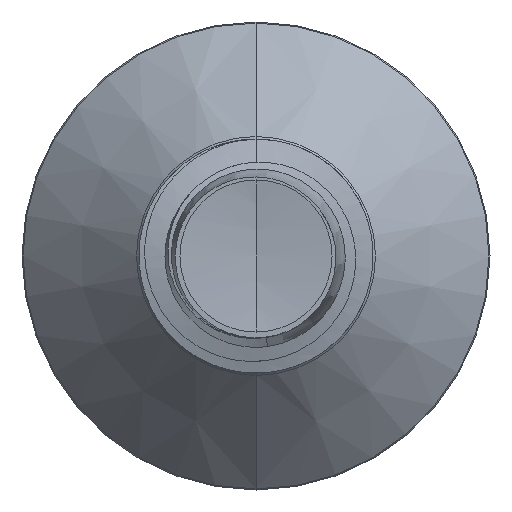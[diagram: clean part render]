
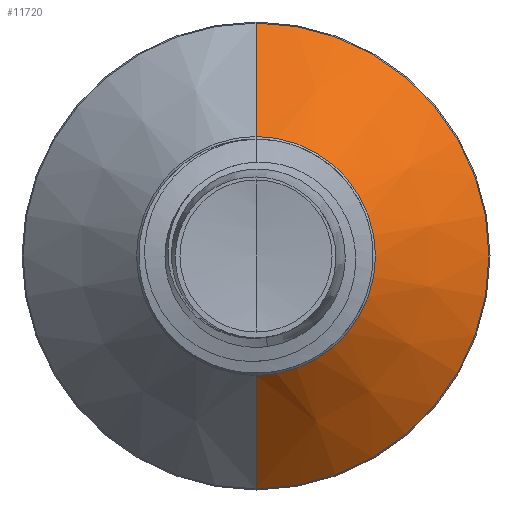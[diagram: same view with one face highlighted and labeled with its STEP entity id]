
A CAD part, front view. The second image highlights one B-rep face of the part: STEP entity #11720.
In plain terms, the highlighted conical face has half-angle 45 degrees and reference radius 2.042 mm.
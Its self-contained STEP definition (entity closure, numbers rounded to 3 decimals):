
#24 = LINE ( 'NONE', #5397, #8205 ) ;
#232 = DIRECTION ( 'NONE',  ( 0., 1., 0. ) ) ;
#557 = VERTEX_POINT ( 'NONE', #7537 ) ;
#1771 = AXIS2_PLACEMENT_3D ( 'NONE', #4966, #12052, #5952 ) ;
#1954 = CARTESIAN_POINT ( 'NONE',  ( 0., 2.842, -2.042 ) ) ;
#2565 = LINE ( 'NONE', #11993, #13195 ) ;
#4041 = ORIENTED_EDGE ( 'NONE', *, *, #10696, .T. ) ;
#4112 = CARTESIAN_POINT ( 'NONE',  ( 0., 4.782, -3.982 ) ) ;
#4175 = ORIENTED_EDGE ( 'NONE', *, *, #10347, .F. ) ;
#4244 = ORIENTED_EDGE ( 'NONE', *, *, #9914, .F. ) ;
#4906 = DIRECTION ( 'NONE',  ( 0., 0.707, -0.707 ) ) ;
#4966 = CARTESIAN_POINT ( 'NONE',  ( 0., 2.842, 0. ) ) ;
#5007 = AXIS2_PLACEMENT_3D ( 'NONE', #6717, #232, #7709 ) ;
#5397 = CARTESIAN_POINT ( 'NONE',  ( 0., 2.842, 2.042 ) ) ;
#5887 = CONICAL_SURFACE ( 'NONE', #9382, 2.042, 0.785 ) ;
#5952 = DIRECTION ( 'NONE',  ( 0., 0., 1. ) ) ;
#6193 = FACE_OUTER_BOUND ( 'NONE', #9663, .T. ) ;
#6366 = CIRCLE ( 'NONE', #1771, 2.042 ) ;
#6415 = VERTEX_POINT ( 'NONE', #10860 ) ;
#6717 = CARTESIAN_POINT ( 'NONE',  ( 0., 4.782, 0. ) ) ;
#6979 = VERTEX_POINT ( 'NONE', #4112 ) ;
#7537 = CARTESIAN_POINT ( 'NONE',  ( 0., 2.842, 2.042 ) ) ;
#7709 = DIRECTION ( 'NONE',  ( 0., 0., 1. ) ) ;
#8053 = CIRCLE ( 'NONE', #5007, 3.982 ) ;
#8205 = VECTOR ( 'NONE', #11467, 1000. ) ;
#8523 = VERTEX_POINT ( 'NONE', #1954 ) ;
#9382 = AXIS2_PLACEMENT_3D ( 'NONE', #11966, #12976, #9863 ) ;
#9520 = ORIENTED_EDGE ( 'NONE', *, *, #10385, .T. ) ;
#9663 = EDGE_LOOP ( 'NONE', ( #4041, #9520, #4175, #4244 ) ) ;
#9863 = DIRECTION ( 'NONE',  ( 0., 0., 1. ) ) ;
#9914 = EDGE_CURVE ( 'NONE', #557, #6415, #24, .T. ) ;
#10347 = EDGE_CURVE ( 'NONE', #6415, #6979, #8053, .T. ) ;
#10385 = EDGE_CURVE ( 'NONE', #8523, #6979, #2565, .T. ) ;
#10696 = EDGE_CURVE ( 'NONE', #557, #8523, #6366, .T. ) ;
#10860 = CARTESIAN_POINT ( 'NONE',  ( 0., 4.782, 3.982 ) ) ;
#11467 = DIRECTION ( 'NONE',  ( 0., 0.707, 0.707 ) ) ;
#11720 = ADVANCED_FACE ( 'NONE', ( #6193 ), #5887, .T. ) ;
#11966 = CARTESIAN_POINT ( 'NONE',  ( 0., 2.842, 0. ) ) ;
#11993 = CARTESIAN_POINT ( 'NONE',  ( 0., 2.842, -2.042 ) ) ;
#12052 = DIRECTION ( 'NONE',  ( 0., 1., 0. ) ) ;
#12976 = DIRECTION ( 'NONE',  ( 0., 1., 0. ) ) ;
#13195 = VECTOR ( 'NONE', #4906, 1000. ) ;
